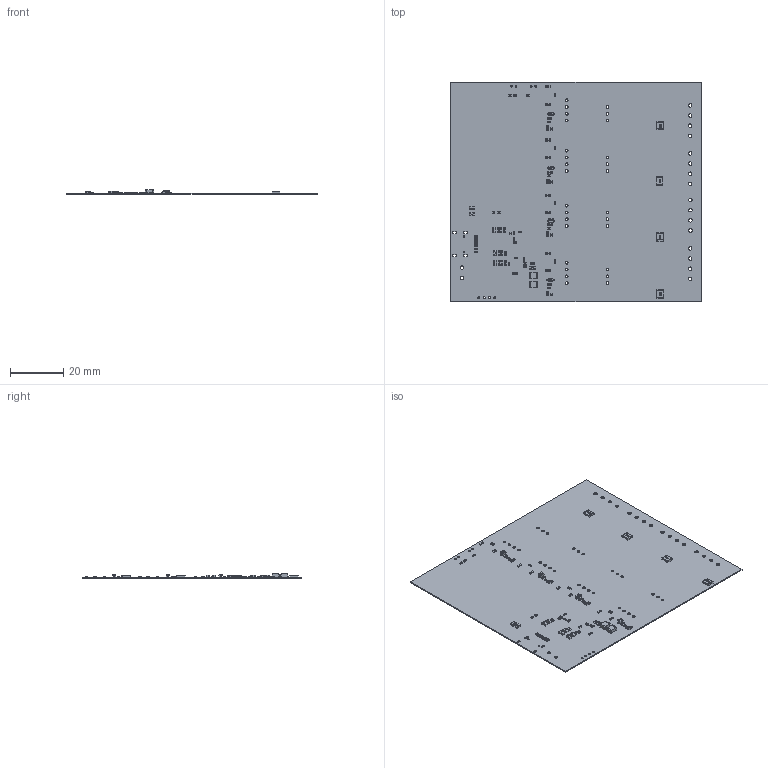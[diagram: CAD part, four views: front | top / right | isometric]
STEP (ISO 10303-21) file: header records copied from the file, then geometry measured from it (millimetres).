
FILE_DESCRIPTION(('Open CASCADE Model'),'2;1');
FILE_NAME('Open CASCADE Shape Model','2025-09-26T15:44:01',('Author'),( 'Open CASCADE'),'Open CASCADE STEP processor 6.8','Open CASCADE 6.8' ,'Unknown');
FILE_SCHEMA(('AUTOMOTIVE_DESIGN { 1 0 10303 214 1 1 1 1 }'));
Length unit declared in the file: millimetre
Products named in the file (84): PCB; Board; Open CASCADE STEP translator 6.8 2.1.1; TVS16; SOD323; TVS12; TVS11; TVS4; RY4; User_Library-R_1210; RY3; RY2; RY1; R18; User_Library-RES_1005-0402; R17; R16; R15; R14; R13; R12; R11; R10; R9; R7; R6; R5; R1; L6; User_Library-RES_1609-0603; L5; L4; L3; E2; E1; C42; 0402_SMD_Capacitor; C26; C41; User_Library-0603_SMD_Capacitor ...
Assembly tree (148 placements, depth 3):
  PCB
    Board
      Open CASCADE STEP translator 6.8 2.1.1
    TVS16
      SOD323
    TVS12
      SOD323
    TVS11
      SOD323
    TVS4
      SOD323
    RY4
      User_Library-R_1210
    RY3
      User_Library-R_1210
    RY2
      User_Library-R_1210
    RY1
      User_Library-R_1210
    R18
      User_Library-RES_1005-0402
    R17
      User_Library-RES_1005-0402
    R16
      User_Library-RES_1005-0402
    R15
      User_Library-RES_1005-0402
    R14
      User_Library-RES_1005-0402
    R13
      User_Library-RES_1005-0402
    R12
      User_Library-RES_1005-0402
    R11
      User_Library-RES_1005-0402
    R10
      User_Library-RES_1005-0402
    R9
      User_Library-RES_1005-0402
    R7
      User_Library-RES_1005-0402
    R6
      User_Library-RES_1005-0402
    R5
      User_Library-RES_1005-0402
    R1
      User_Library-RES_1005-0402
    L6
      User_Library-RES_1609-0603
    L5
      User_Library-RES_1609-0603
    L4
      User_Library-RES_1609-0603
    L3
      User_Library-RES_1609-0603
    E2
      User_Library-RES_1005-0402
    E1
      User_Library-RES_1005-0402
    C42
Bounding box: 93.8 x 82.3 x 1.71 mm (x, y, z)
Volume: 3233.9 mm3; surface area: 16173.3 mm2
Topology: 158 solids, 158 shells, 6458 faces, 16178 edges, 10104 vertices
Faces by surface type: plane 3077, bspline 2033, cylinder 1020, sphere 328
Full cylindrical faces by diameter (mm): 0.6 x2, 0.7 x4, 0.8 x4, 1 x28, 1.3 x18
Entity records: 41920 total; most frequent: CARTESIAN_POINT 18975, ORIENTED_EDGE 3814, DIRECTION 3107, EDGE_CURVE 1907, VERTEX_POINT 1247, LINE 1077, VECTOR 1077, AXIS2_PLACEMENT_3D 1015
